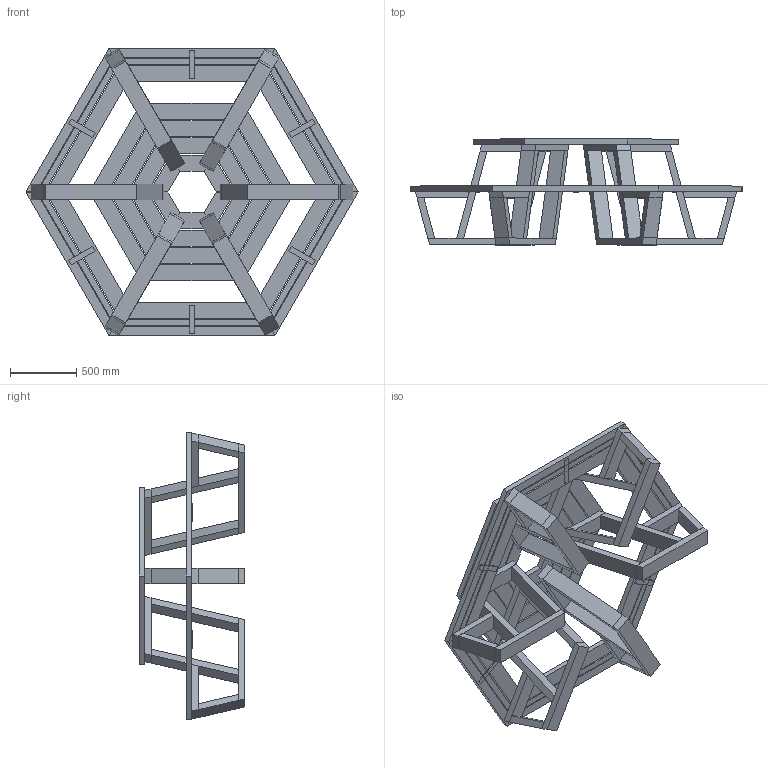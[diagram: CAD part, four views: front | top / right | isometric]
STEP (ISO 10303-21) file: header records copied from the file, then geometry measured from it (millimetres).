
FILE_DESCRIPTION(/* description */ (''),/* implementation_level */ '2;1');
FILE_NAME(/* name */ 'TA Roma 3D.stp',/* time_stamp */ '2021-12-20T15:48:55+01:00',/* author */ ('vital'),/* organization */ (''),/* preprocessor_version */ 'ST-DEVELOPER v18.1',/* originating_system */ 'Autodesk Inventor 2022',/* authorisation */ '');
FILE_SCHEMA (('AUTOMOTIVE_DESIGN { 1 0 10303 214 3 1 1 }'));
Length unit declared in the file: millimetre
Products named in the file (1): TA Roma 3D
Bounding box: 2500 x 796.45 x 2165.06 mm (x, y, z)
Volume: 236178110.3 mm3; surface area: 16157639.3 mm2
Topology: 84 solids, 84 shells, 552 faces, 1152 edges, 768 vertices
Faces by surface type: plane 528, cylinder 24
Entity records: 14948 total; most frequent: CARTESIAN_POINT 2473, DIRECTION 2306, ORIENTED_EDGE 2304, EDGE_CURVE 1152, LINE 1104, VECTOR 1104, VERTEX_POINT 768, STYLED_ITEM 636
